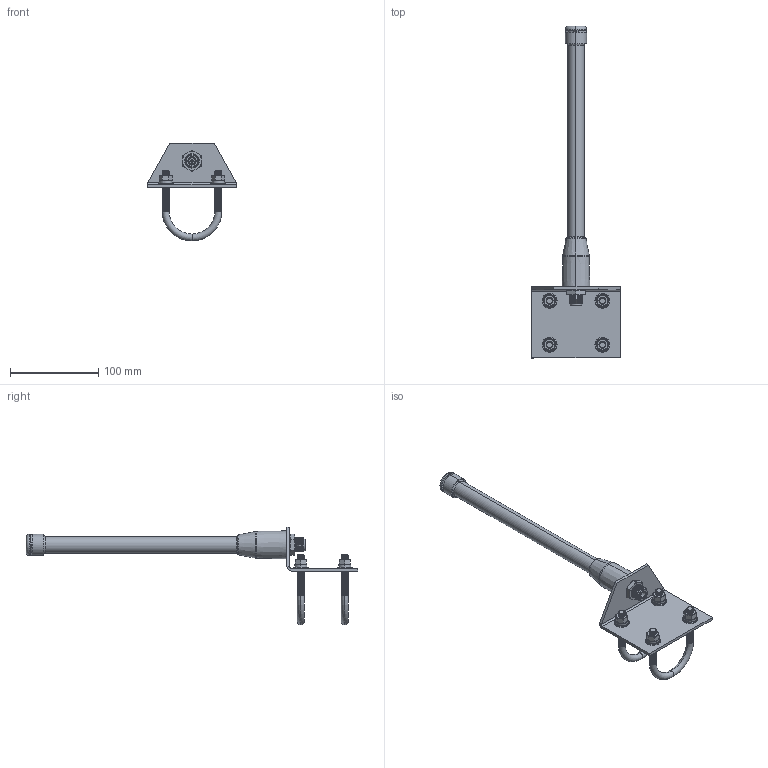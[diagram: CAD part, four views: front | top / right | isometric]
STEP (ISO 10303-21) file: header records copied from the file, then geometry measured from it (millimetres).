
FILE_DESCRIPTION (( 'STEP AP214' ), '1' );
FILE_NAME ('HGV-2458-05U.STEP', '2013-12-05T17:04:10', ( 'L-Com' ), ( 'L-Com Global Connectivity' ), 'SwSTEP 2.0', 'SolidWorks 2012', '' );
FILE_SCHEMA (( 'AUTOMOTIVE_DESIGN' ));
Length unit declared in the file: inch
Products named in the file (4): HGV-2458-05U_U-Bolt; HGV-2458-05U_Mount Bracket; HGV-2458-05U_ANTENNA; HGV-2458-05U
Assembly tree (4 placements, depth 2):
  HGV-2458-05U
    HGV-2458-05U_ANTENNA
    HGV-2458-05U_Mount Bracket
    HGV-2458-05U_U-Bolt  x2
Bounding box: 100.33 x 376.97 x 111.08 mm (x, y, z)
Volume: 167459.8 mm3; surface area: 65134.1 mm2
Topology: 5 solids, 9 shells, 1231 faces, 2571 edges, 1387 vertices
Faces by surface type: cone 914, plane 154, cylinder 99, torus 64
Entity records: 29444 total; most frequent: CARTESIAN_POINT 3880, DIRECTION 3863, ORIENTED_EDGE 3246, EDGE_CURVE 1623, AXIS2_PLACEMENT_3D 1520, VERTEX_POINT 897, VECTOR 823, LINE 823
